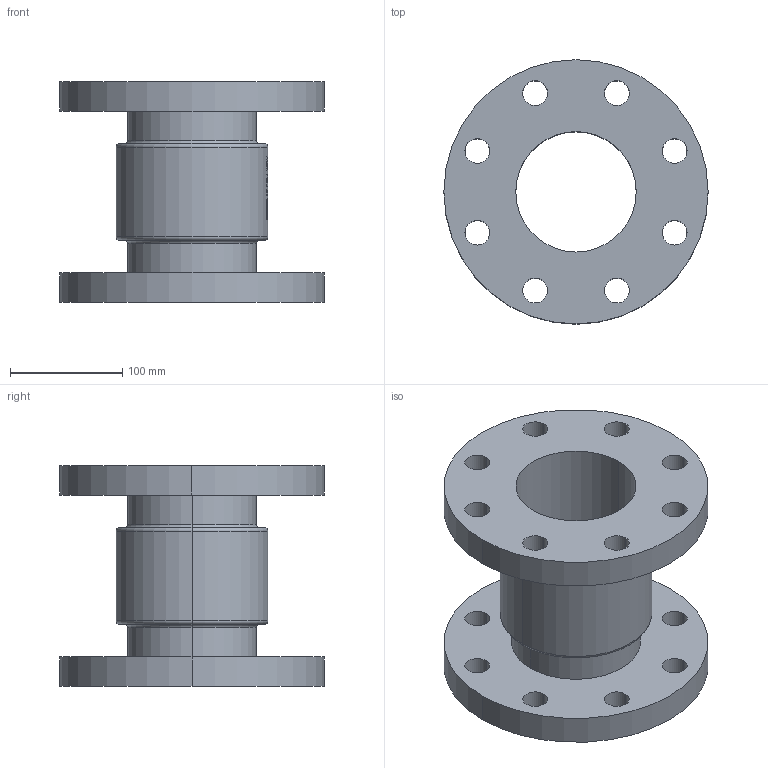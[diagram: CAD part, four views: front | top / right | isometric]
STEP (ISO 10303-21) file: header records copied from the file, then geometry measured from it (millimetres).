
FILE_DESCRIPTION (( 'STEP AP214' ), '1' );
FILE_NAME ('7120000_DN100_PN40_51420305.STEP', '2022-02-18T06:40:25', ( 'axxx' ), ( 'Hewlett-Packard Company' ), 'SwSTEP 2.0', 'SolidWorks 2019', '' );
FILE_SCHEMA (( 'AUTOMOTIVE_DESIGN' ));
Length unit declared in the file: millimetre
Products named in the file (1): 7120000_DN100_PN40_51420305
Bounding box: 235 x 235 x 196 mm (x, y, z)
Volume: 2154765 mm3; surface area: 322362.8 mm2
Topology: 1 solids, 1 shells, 554 faces, 1495 edges, 994 vertices
Faces by surface type: plane 244, bspline 225, cylinder 77, torus 8
Entity records: 30799 total; most frequent: CARTESIAN_POINT 18350, ORIENTED_EDGE 2990, DIRECTION 1804, EDGE_CURVE 1495, VERTEX_POINT 994, LINE 782, VECTOR 782, EDGE_LOOP 639
